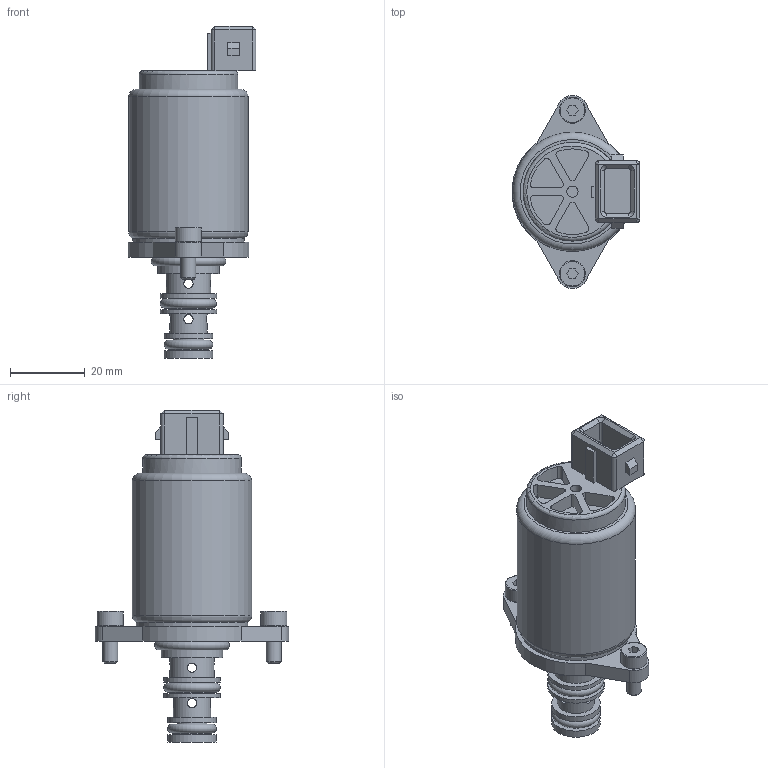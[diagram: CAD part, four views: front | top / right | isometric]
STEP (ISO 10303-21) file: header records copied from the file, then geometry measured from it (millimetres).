
FILE_DESCRIPTION(/* description */ ('Unknown'),/* implementation_level */ '2;1');
FILE_NAME(/* name */ '1435359_AP-1620-356E-step',/* time_stamp */ '2021-03-11T16:20:16+01:00',/* author */ ('Unknown'),/* organization */ ('Unknown'),/* preprocessor_version */ 'ST-DEVELOPER v16.7',/* originating_system */ 'DEX',/* authorisation */ $);
FILE_SCHEMA (('AUTOMOTIVE_DESIGN {1 0 10303 214 3 1 1}'));
Length unit declared in the file: millimetre
Products named in the file (7): AP-1620-356E; WU-1504-010; WX-2171-304; WX-2171-303; WT-2601-524; WT-2601-024; WT-2600-824
Assembly tree (7 placements, depth 3):
  AP-1620-356E
    WU-1504-010  x2
    WX-2171-304
      WX-2171-303
      WT-2601-524
      WT-2601-024
      WT-2600-824
Bounding box: 34.29 x 51.87 x 89.1 mm (x, y, z)
Volume: 44266.6 mm3; surface area: 12673.3 mm2
Topology: 6 solids, 6 shells, 164 faces, 380 edges, 237 vertices
Faces by surface type: plane 85, cylinder 57, torus 12, cone 10
Full cylindrical faces by diameter (mm): 2.5 x8, 3 x1, 4 x2, 4.3 x2, 7 x2, 8.3 x1, 10 x1, 10.3 x1, 12 x1, 13.1 x2, 15.1 x2, 16.5 x1, 24.5 x1, 26.5 x1, 28 x1, 30 x1, 32 x1
Entity records: 5314 total; most frequent: CARTESIAN_POINT 979, DIRECTION 708, ORIENTED_EDGE 588, EDGE_CURVE 294, AXIS2_PLACEMENT_3D 270, FACE_BOUND 217, EDGE_LOOP 214, VERTEX_POINT 209
